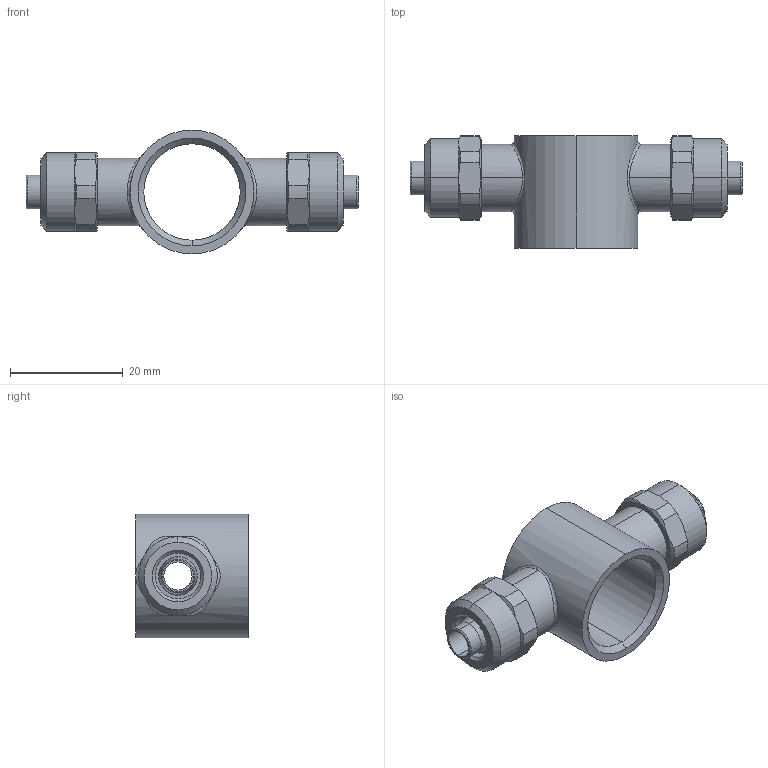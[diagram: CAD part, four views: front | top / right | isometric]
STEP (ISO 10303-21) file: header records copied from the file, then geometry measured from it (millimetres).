
FILE_DESCRIPTION (( 'STEP AP203' ), '1' );
FILE_NAME ('02140043.STEP', '2011-09-30T11:59:10', ( '' ), ( 'sopra-pneumatic' ), 'SwSTEP 2.0', 'SolidWorks 2011', '' );
FILE_SCHEMA (( 'CONFIG_CONTROL_DESIGN' ));
Length unit declared in the file: millimetre
Products named in the file (1): 02140043
Bounding box: 59 x 20 x 22 mm (x, y, z)
Volume: 6712.5 mm3; surface area: 5050.7 mm2
Topology: 1 solids, 1 shells, 98 faces, 228 edges, 140 vertices
Faces by surface type: cylinder 36, cone 32, plane 22, torus 4, bspline 4
Entity records: 3811 total; most frequent: CARTESIAN_POINT 1529, DIRECTION 466, ORIENTED_EDGE 456, EDGE_CURVE 228, AXIS2_PLACEMENT_3D 199, VERTEX_POINT 140, EDGE_LOOP 112, CIRCLE 104
